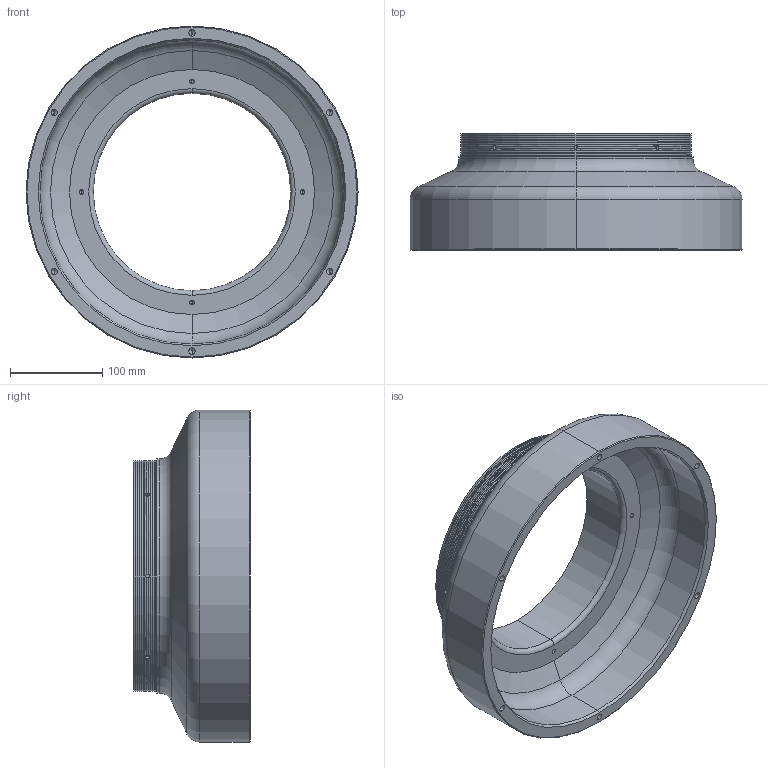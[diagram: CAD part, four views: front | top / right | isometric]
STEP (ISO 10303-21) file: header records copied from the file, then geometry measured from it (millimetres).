
FILE_DESCRIPTION (( 'STEP AP203' ), '1' );
FILE_NAME ('EL 01561-D_0.step', '2016-12-23T12:30:45', ( '' ), ( '' ), 'SwSTEP 2.0', 'SolidWorks 2016', '' );
FILE_SCHEMA (( 'CONFIG_CONTROL_DESIGN' ));
Length unit declared in the file: millimetre
Products named in the file (1): EL 01561-D_0
Bounding box: 360 x 126.2 x 360 mm (x, y, z)
Volume: 2202871.6 mm3; surface area: 380917.4 mm2
Topology: 1 solids, 1 shells, 161 faces, 416 edges, 252 vertices
Faces by surface type: cylinder 80, cone 36, plane 33, torus 12
Entity records: 5735 total; most frequent: CARTESIAN_POINT 1800, DIRECTION 822, ORIENTED_EDGE 792, EDGE_CURVE 396, AXIS2_PLACEMENT_3D 340, VERTEX_POINT 252, EDGE_LOOP 196, CIRCLE 178
